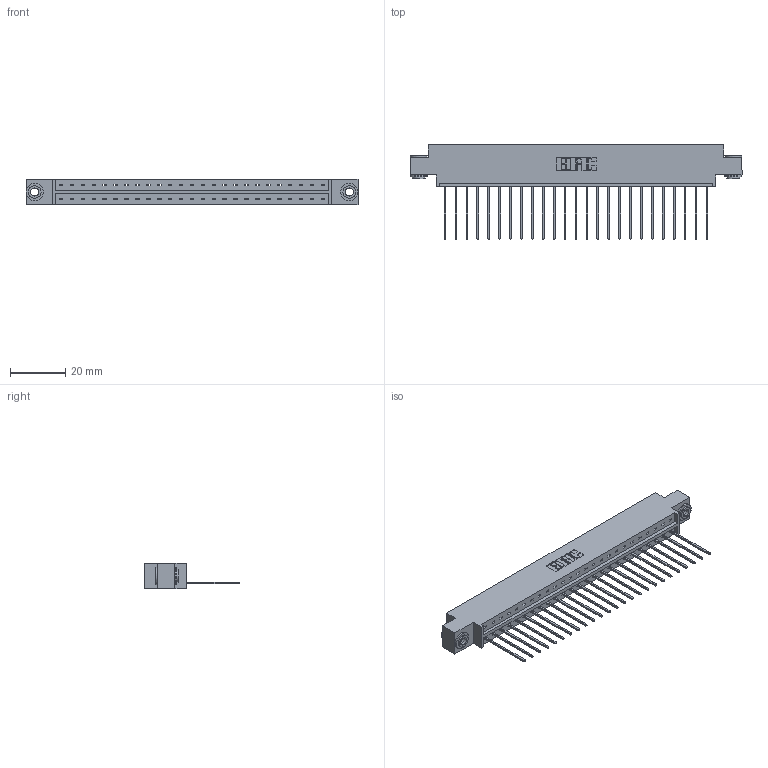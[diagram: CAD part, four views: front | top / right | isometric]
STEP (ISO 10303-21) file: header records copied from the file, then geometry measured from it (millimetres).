
FILE_DESCRIPTION (( 'STEP AP203' ), '1' );
FILE_NAME ('333-025-541-603.STEP', '2018-08-02T12:09:50', ( '' ), ( '' ), 'SwSTEP 2.0', 'SolidWorks 2016', '' );
FILE_SCHEMA (( 'CONFIG_CONTROL_DESIGN' ));
Length unit declared in the file: inch
Products named in the file (4): 345-292-001_345-293-141; 345-250-002_345-250-002-102; 333-025-541-603; 333 Part_Offset - .156 Dia - TH
Assembly tree (28 placements, depth 2):
  333-025-541-603
    333 Part_Offset - .156 Dia - TH
    345-292-001_345-293-141  x25
    345-250-002_345-250-002-102  x2
Bounding box: 120.6 x 34.3 x 9.4 mm (x, y, z)
Volume: 11863.6 mm3; surface area: 13657 mm2
Topology: 28 solids, 28 shells, 1606 faces, 4799 edges, 3162 vertices
Faces by surface type: plane 1134, cylinder 464, cone 8
Entity records: 18282 total; most frequent: CARTESIAN_POINT 3136, ORIENTED_EDGE 3090, DIRECTION 2713, EDGE_CURVE 1545, VECTOR 1393, LINE 1393, VERTEX_POINT 1026, AXIS2_PLACEMENT_3D 660
